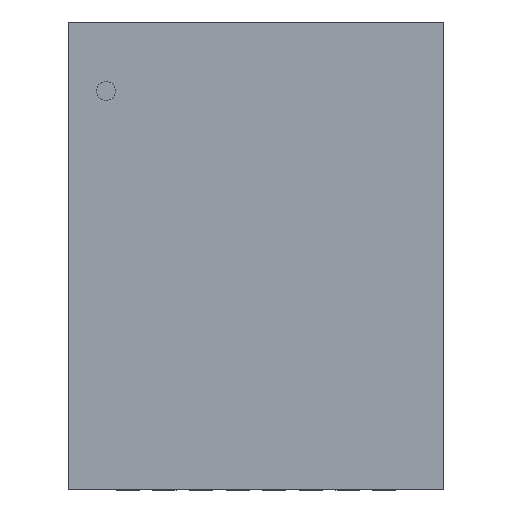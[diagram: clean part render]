
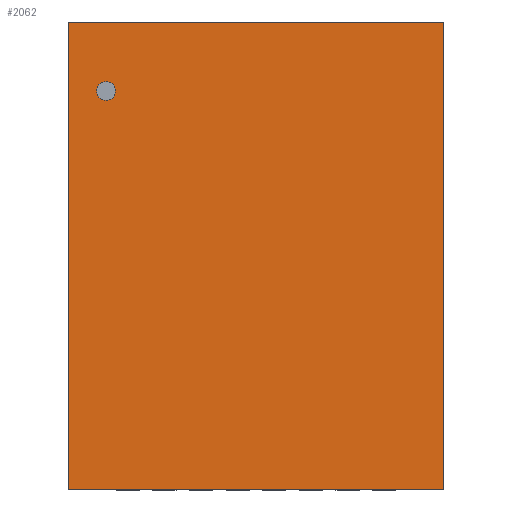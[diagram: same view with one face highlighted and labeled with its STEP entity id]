
A CAD part, top view. The second image highlights one B-rep face of the part: STEP entity #2062.
In plain terms, the highlighted planar face has unit normal (0, 0, 1).
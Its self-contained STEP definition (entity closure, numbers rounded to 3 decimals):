
#10 = EDGE_LOOP ( 'NONE', ( #64, #7162, #6532, #4794 ) ) ;
#64 = ORIENTED_EDGE ( 'NONE', *, *, #244, .F. ) ;
#106 = VERTEX_POINT ( 'NONE', #6820 ) ;
#244 = EDGE_CURVE ( 'NONE', #106, #277, #810, .T. ) ;
#277 = VERTEX_POINT ( 'NONE', #5750 ) ;
#462 = CARTESIAN_POINT ( 'NONE',  ( 2.045, -2.553, 0.851 ) ) ;
#810 = LINE ( 'NONE', #5141, #7971 ) ;
#888 = VERTEX_POINT ( 'NONE', #462 ) ;
#909 = LINE ( 'NONE', #7705, #1507 ) ;
#1274 = DIRECTION ( 'NONE',  ( 0., 0., 1. ) ) ;
#1374 = AXIS2_PLACEMENT_3D ( 'NONE', #6913, #1274, #4502 ) ;
#1507 = VECTOR ( 'NONE', #7783, 1000. ) ;
#2062 = ADVANCED_FACE ( 'NONE', ( #7538 ), #5768, .T. ) ;
#2262 = EDGE_CURVE ( 'NONE', #4395, #106, #909, .T. ) ;
#3129 = DIRECTION ( 'NONE',  ( -1., 0., 0. ) ) ;
#3595 = VECTOR ( 'NONE', #3129, 1000. ) ;
#3695 = CARTESIAN_POINT ( 'NONE',  ( -2.045, -2.553, 0.851 ) ) ;
#3754 = EDGE_CURVE ( 'NONE', #888, #4395, #4401, .T. ) ;
#4395 = VERTEX_POINT ( 'NONE', #6878 ) ;
#4401 = LINE ( 'NONE', #3695, #3595 ) ;
#4502 = DIRECTION ( 'NONE',  ( 1., 0., 0. ) ) ;
#4794 = ORIENTED_EDGE ( 'NONE', *, *, #5336, .F. ) ;
#5141 = CARTESIAN_POINT ( 'NONE',  ( 2.045, 2.553, 0.851 ) ) ;
#5336 = EDGE_CURVE ( 'NONE', #277, #888, #6186, .T. ) ;
#5576 = DIRECTION ( 'NONE',  ( 0., -1., 0. ) ) ;
#5750 = CARTESIAN_POINT ( 'NONE',  ( 2.045, 2.553, 0.851 ) ) ;
#5768 = PLANE ( 'NONE',  #1374 ) ;
#6186 = LINE ( 'NONE', #7400, #7656 ) ;
#6532 = ORIENTED_EDGE ( 'NONE', *, *, #3754, .F. ) ;
#6820 = CARTESIAN_POINT ( 'NONE',  ( -2.045, 2.553, 0.851 ) ) ;
#6878 = CARTESIAN_POINT ( 'NONE',  ( -2.045, -2.553, 0.851 ) ) ;
#6913 = CARTESIAN_POINT ( 'NONE',  ( -2.045, -2.553, 0.851 ) ) ;
#6943 = DIRECTION ( 'NONE',  ( 1., 0., 0. ) ) ;
#7162 = ORIENTED_EDGE ( 'NONE', *, *, #2262, .F. ) ;
#7400 = CARTESIAN_POINT ( 'NONE',  ( 2.045, -2.553, 0.851 ) ) ;
#7538 = FACE_OUTER_BOUND ( 'NONE', #10, .T. ) ;
#7656 = VECTOR ( 'NONE', #5576, 1000. ) ;
#7705 = CARTESIAN_POINT ( 'NONE',  ( -2.045, 2.553, 0.851 ) ) ;
#7783 = DIRECTION ( 'NONE',  ( 0., 1., 0. ) ) ;
#7971 = VECTOR ( 'NONE', #6943, 1000. ) ;
